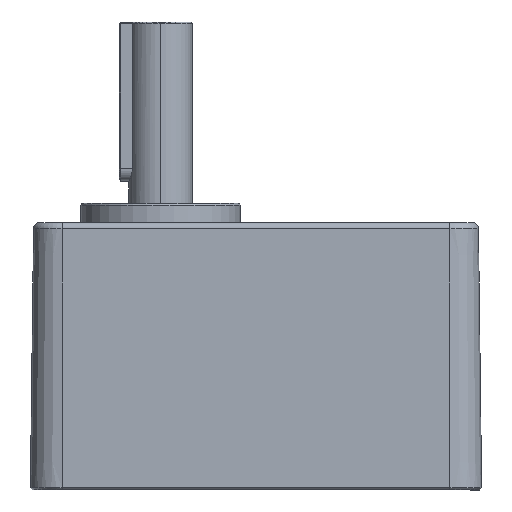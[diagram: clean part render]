
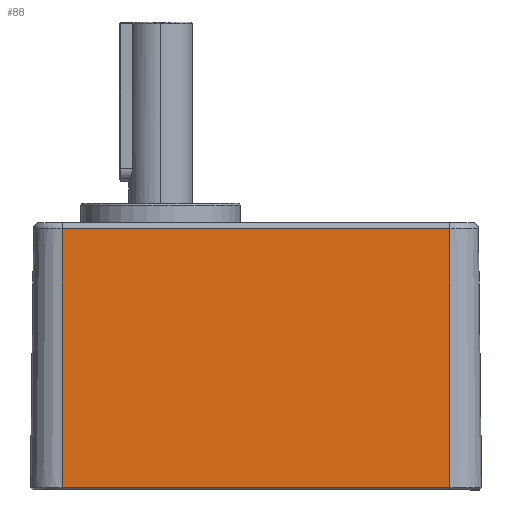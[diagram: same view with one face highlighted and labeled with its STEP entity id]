
A CAD part, left-side view. The second image highlights one B-rep face of the part: STEP entity #88.
In plain terms, the highlighted face is planar.
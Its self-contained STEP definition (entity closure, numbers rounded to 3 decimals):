
#52 = VERTEX_POINT ( 'NONE', #4782 ) ;
#59 = EDGE_CURVE ( 'NONE', #71, #91, #4771, .T. ) ;
#64 = EDGE_LOOP ( 'NONE', ( #97, #79, #81, #96 ) ) ;
#71 = VERTEX_POINT ( 'NONE', #4757 ) ;
#76 = EDGE_CURVE ( 'NONE', #52, #71, #4806, .T. ) ;
#79 = ORIENTED_EDGE ( 'NONE', *, *, #59, .T. ) ;
#81 = ORIENTED_EDGE ( 'NONE', *, *, #85, .T. ) ;
#83 = VERTEX_POINT ( 'NONE', #4794 ) ;
#85 = EDGE_CURVE ( 'NONE', #91, #83, #4792, .T. ) ;
#88 = ADVANCED_FACE ( 'NONE', ( #4800 ), #4784, .T. ) ;
#90 = EDGE_CURVE ( 'NONE', #52, #83, #4847, .T. ) ;
#91 = VERTEX_POINT ( 'NONE', #4848 ) ;
#96 = ORIENTED_EDGE ( 'NONE', *, *, #90, .F. ) ;
#97 = ORIENTED_EDGE ( 'NONE', *, *, #76, .T. ) ;
#4757 = CARTESIAN_POINT ( 'NONE',  ( 34.942, 41.612, 30.45 ) ) ;
#4768 = DIRECTION ( 'NONE',  ( 0.012, -1., 0. ) ) ;
#4769 = VECTOR ( 'NONE', #4768, 1000. ) ;
#4770 = CARTESIAN_POINT ( 'NONE',  ( 35.45, 0., 30.45 ) ) ;
#4771 = LINE ( 'NONE', #4770, #4769 ) ;
#4782 = CARTESIAN_POINT ( 'NONE',  ( 34.942, 41.612, -30.45 ) ) ;
#4784 = PLANE ( 'NONE',  #4785 ) ;
#4785 = AXIS2_PLACEMENT_3D ( 'NONE', #4795, #4805, #4845 ) ;
#4789 = DIRECTION ( 'NONE',  ( 0., 0., -1. ) ) ;
#4790 = VECTOR ( 'NONE', #4789, 1000. ) ;
#4791 = CARTESIAN_POINT ( 'NONE',  ( 35.438, 0.988, -30.45 ) ) ;
#4792 = LINE ( 'NONE', #4791, #4790 ) ;
#4794 = CARTESIAN_POINT ( 'NONE',  ( 35.438, 0.988, -30.45 ) ) ;
#4795 = CARTESIAN_POINT ( 'NONE',  ( 35.45, 0., -30.45 ) ) ;
#4796 = DIRECTION ( 'NONE',  ( 0., 0., 1. ) ) ;
#4797 = VECTOR ( 'NONE', #4796, 1000. ) ;
#4800 = FACE_OUTER_BOUND ( 'NONE', #64, .T. ) ;
#4805 = DIRECTION ( 'NONE',  ( 1., 0.012, 0. ) ) ;
#4806 = LINE ( 'NONE', #4810, #4797 ) ;
#4810 = CARTESIAN_POINT ( 'NONE',  ( 34.942, 41.612, 30.45 ) ) ;
#4841 = DIRECTION ( 'NONE',  ( 0.012, -1., 0. ) ) ;
#4842 = VECTOR ( 'NONE', #4841, 1000. ) ;
#4845 = DIRECTION ( 'NONE',  ( -0.012, 1., 0. ) ) ;
#4846 = CARTESIAN_POINT ( 'NONE',  ( 35.45, 0., -30.45 ) ) ;
#4847 = LINE ( 'NONE', #4846, #4842 ) ;
#4848 = CARTESIAN_POINT ( 'NONE',  ( 35.438, 0.988, 30.45 ) ) ;
